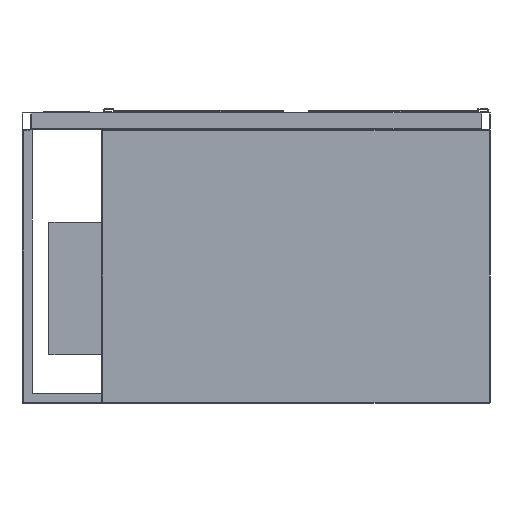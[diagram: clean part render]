
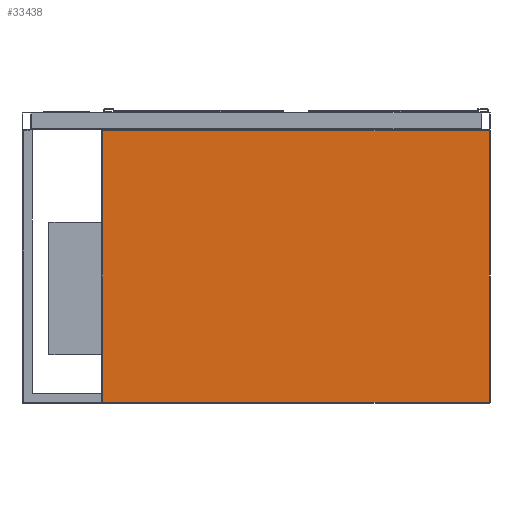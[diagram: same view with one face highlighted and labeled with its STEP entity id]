
A CAD part, front view. The second image highlights one B-rep face of the part: STEP entity #33438.
In plain terms, the highlighted planar face has unit normal (0, -1, 0).
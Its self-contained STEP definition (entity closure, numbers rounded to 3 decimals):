
#1374 = VERTEX_POINT ( 'NONE', #20054 ) ;
#2141 = DIRECTION ( 'NONE',  ( 0., -1., 0. ) ) ;
#2309 = DIRECTION ( 'NONE',  ( 0., 0., -1. ) ) ;
#2515 = EDGE_CURVE ( 'NONE', #32131, #4286, #19212, .T. ) ;
#3844 = EDGE_LOOP ( 'NONE', ( #32439, #24712, #7610, #14688 ) ) ;
#4286 = VERTEX_POINT ( 'NONE', #18297 ) ;
#5274 = VECTOR ( 'NONE', #30377, 1000. ) ;
#7056 = EDGE_CURVE ( 'NONE', #22620, #1374, #12424, .T. ) ;
#7421 = CARTESIAN_POINT ( 'NONE',  ( -438., -280., -658. ) ) ;
#7610 = ORIENTED_EDGE ( 'NONE', *, *, #2515, .T. ) ;
#9309 = DIRECTION ( 'NONE',  ( -1., 0., 0. ) ) ;
#11150 = VECTOR ( 'NONE', #32660, 1000. ) ;
#11437 = CARTESIAN_POINT ( 'NONE',  ( 438., -280., -660. ) ) ;
#12424 = LINE ( 'NONE', #23231, #15757 ) ;
#14688 = ORIENTED_EDGE ( 'NONE', *, *, #33454, .T. ) ;
#15508 = AXIS2_PLACEMENT_3D ( 'NONE', #21355, #2141, #2309 ) ;
#15757 = VECTOR ( 'NONE', #9309, 1000. ) ;
#16053 = FACE_OUTER_BOUND ( 'NONE', #3844, .T. ) ;
#18297 = CARTESIAN_POINT ( 'NONE',  ( 438., -280., -658. ) ) ;
#19212 = LINE ( 'NONE', #29667, #5274 ) ;
#20054 = CARTESIAN_POINT ( 'NONE',  ( -438., -280., -42. ) ) ;
#21355 = CARTESIAN_POINT ( 'NONE',  ( -440., -280., -660. ) ) ;
#21891 = DIRECTION ( 'NONE',  ( 0., 0., 1. ) ) ;
#22620 = VERTEX_POINT ( 'NONE', #32394 ) ;
#23231 = CARTESIAN_POINT ( 'NONE',  ( -440., -280., -42. ) ) ;
#24712 = ORIENTED_EDGE ( 'NONE', *, *, #28299, .T. ) ;
#27232 = PLANE ( 'NONE',  #15508 ) ;
#27399 = LINE ( 'NONE', #35416, #11150 ) ;
#28299 = EDGE_CURVE ( 'NONE', #1374, #32131, #27399, .T. ) ;
#29667 = CARTESIAN_POINT ( 'NONE',  ( -440., -280., -658. ) ) ;
#30377 = DIRECTION ( 'NONE',  ( 1., 0., 0. ) ) ;
#30692 = VECTOR ( 'NONE', #21891, 1000. ) ;
#32131 = VERTEX_POINT ( 'NONE', #7421 ) ;
#32394 = CARTESIAN_POINT ( 'NONE',  ( 438., -280., -42. ) ) ;
#32439 = ORIENTED_EDGE ( 'NONE', *, *, #7056, .T. ) ;
#32660 = DIRECTION ( 'NONE',  ( 0., 0., -1. ) ) ;
#32850 = LINE ( 'NONE', #11437, #30692 ) ;
#33438 = ADVANCED_FACE ( 'Fl�che8', ( #16053 ), #27232, .T. ) ;
#33454 = EDGE_CURVE ( 'NONE', #4286, #22620, #32850, .T. ) ;
#35416 = CARTESIAN_POINT ( 'NONE',  ( -438., -280., -660. ) ) ;
